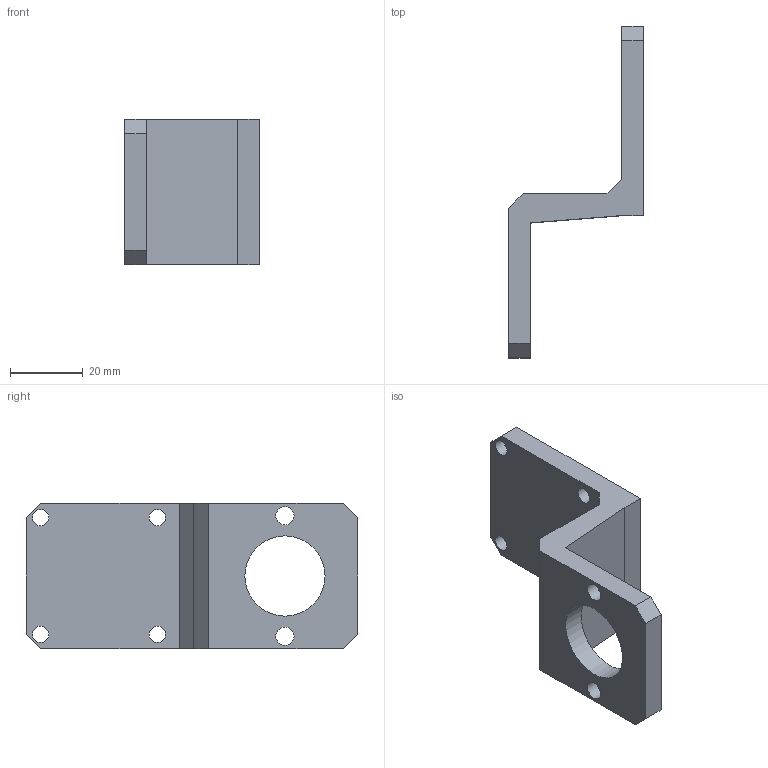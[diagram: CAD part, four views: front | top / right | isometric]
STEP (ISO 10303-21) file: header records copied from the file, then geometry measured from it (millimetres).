
FILE_DESCRIPTION(/* description */ (''),/* implementation_level */ '2;1');
FILE_NAME(/* name */ '40_XYZstage_micrometer_motorized_nema8_samplemount_angle_distance_24mm.stp',/* time_stamp */ '2024-06-07T12:33:46+02:00',/* author */ ('diederichbenedict'),/* organization */ (''),/* preprocessor_version */ 'ST-DEVELOPER v20',/* originating_system */ 'Autodesk Inventor 2024',/* authorisation */ '');
FILE_SCHEMA (('AUTOMOTIVE_DESIGN { 1 0 10303 214 3 1 1 }'));
Length unit declared in the file: millimetre
Products named in the file (1): 40_XYZstage_micrometer_motorized_nema8_samplemount_angle_distance_24m
m
Bounding box: 37 x 91 x 40 mm (x, y, z)
Volume: 27189.9 mm3; surface area: 11345.9 mm2
Topology: 1 solids, 1 shells, 24 faces, 66 edges, 44 vertices
Faces by surface type: plane 17, cylinder 7
Full cylindrical faces by diameter (mm): 4.5 x4, 5 x2, 22 x1
Entity records: 835 total; most frequent: CARTESIAN_POINT 135, ORIENTED_EDGE 132, DIRECTION 130, EDGE_CURVE 66, LINE 52, VECTOR 52, VERTEX_POINT 44, AXIS2_PLACEMENT_3D 39
